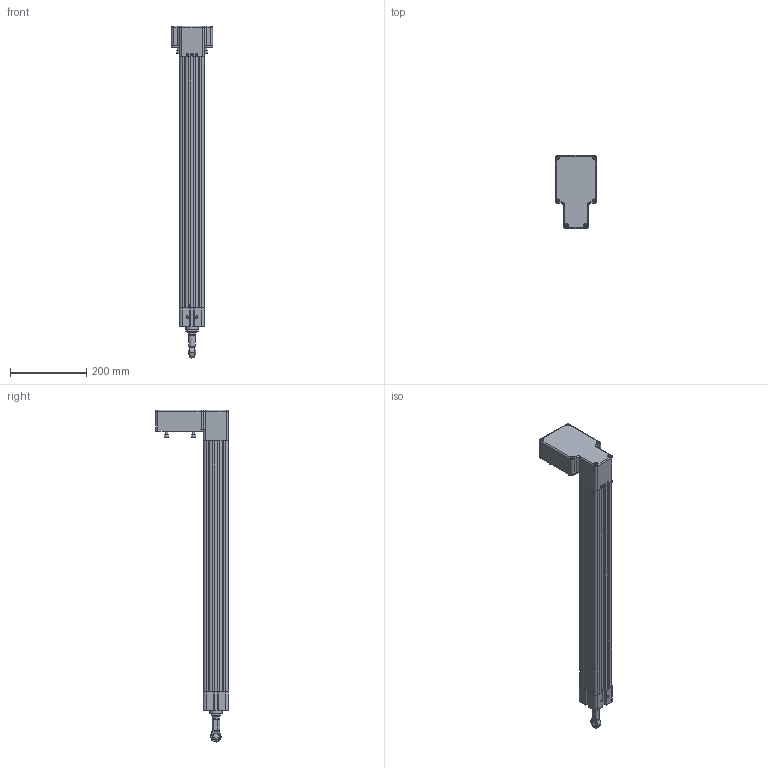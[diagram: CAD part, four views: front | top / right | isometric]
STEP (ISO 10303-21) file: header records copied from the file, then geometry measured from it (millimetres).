
FILE_DESCRIPTION (( 'STEP AP203' ), '1' );
FILE_NAME ('RS-486909-1.step', '2025-04-23T20:36:39', ( '' ), ( '' ), 'SwSTEP 2.0', 'SolidWorks 2024', '' );
FILE_SCHEMA (( 'CONFIG_CONTROL_DESIGN' ));
Length unit declared in the file: inch
Products named in the file (5): RS-486909-1; tempJoin0_11329104_RS-486909-1; Base_RS-486909-1; temp0_23241005_RS-486909-1_YMH-RP; 11249028_RS-486909-1
Assembly tree (4 placements, depth 2):
  RS-486909-1
    11249028_RS-486909-1
    temp0_23241005_RS-486909-1_YMH-RP
    tempJoin0_11329104_RS-486909-1
    Base_RS-486909-1
Bounding box: 107.95 x 190.88 x 868.66 mm (x, y, z)
Volume: 2607720.9 mm3; surface area: 572212.4 mm2
Topology: 8 solids, 24 shells, 860 faces, 2103 edges, 1349 vertices
Faces by surface type: plane 523, cylinder 236, cone 77, torus 16, bspline 8
Full cylindrical faces by diameter (mm): 3.175 x1, 4.2 x4, 4.978 x4, 5 x4, 5.41 x1, 5.61 x4, 6 x14, 6.147 x2, 6.35 x5, 6.528 x4, 6.756 x1, 7.14 x2, 8.5 x4, 9.144 x4, 9.525 x1, 9.601 x1, 9.921 x4, 10 x10, 11.1 x2, 11.112 x2, 11.113 x1, 11.938 x4, 15.999 x1, 19.05 x1, 19.075 x1, 22.352 x1, 26.194 x1, 27.762 x1, 31.521 x1, 31.75 x3
Entity records: 25445 total; most frequent: CARTESIAN_POINT 5292, DIRECTION 4197, ORIENTED_EDGE 3764, EDGE_CURVE 1882, AXIS2_PLACEMENT_3D 1557, VERTEX_POINT 1282, EDGE_LOOP 1118, LINE 1083
